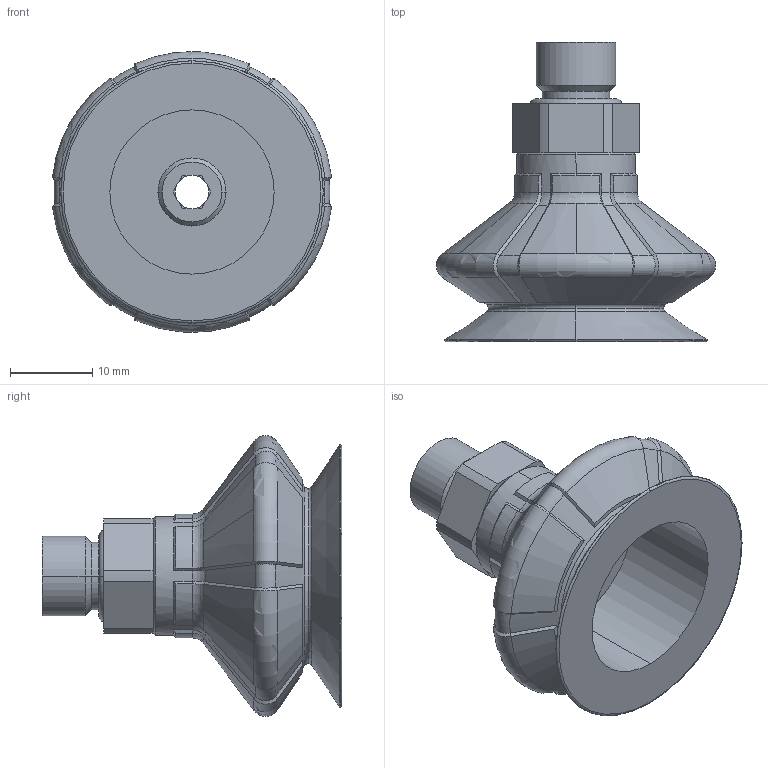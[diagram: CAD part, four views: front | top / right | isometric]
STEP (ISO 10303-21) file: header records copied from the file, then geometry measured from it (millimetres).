
FILE_DESCRIPTION (( 'STEP AP203' ), '1' );
FILE_NAME ('10.01.06.03496.step', '2021-04-14T12:32:15', ( '' ), ( '' ), 'SwSTEP 2.0', 'SolidWorks 2021', '' );
FILE_SCHEMA (( 'CONFIG_CONTROL_DESIGN' ));
Length unit declared in the file: millimetre
Products named in the file (1): 10.01.06.03496
Bounding box: 34.01 x 36.5 x 34.2 mm (x, y, z)
Volume: 7999.5 mm3; surface area: 6212.2 mm2
Topology: 3 solids, 3 shells, 230 faces, 545 edges, 326 vertices
Faces by surface type: cone 54, plane 53, bspline 48, torus 40, cylinder 35
Entity records: 13761 total; most frequent: CARTESIAN_POINT 8763, ORIENTED_EDGE 1090, DIRECTION 937, EDGE_CURVE 545, AXIS2_PLACEMENT_3D 397, VERTEX_POINT 326, EDGE_LOOP 241, FACE_OUTER_BOUND 230
